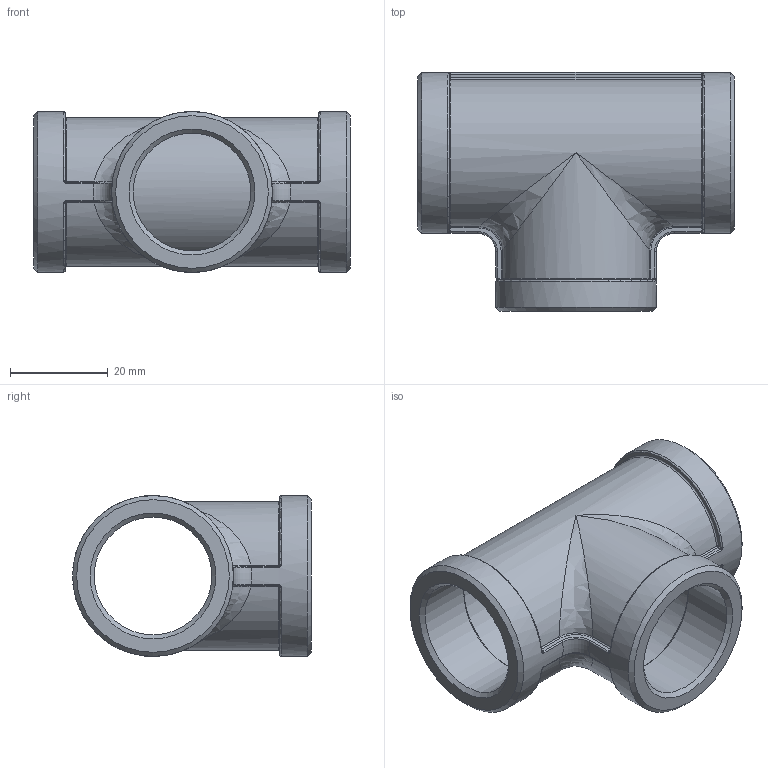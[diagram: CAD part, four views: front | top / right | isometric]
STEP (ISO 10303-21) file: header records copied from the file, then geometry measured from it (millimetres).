
FILE_DESCRIPTION(/* description */ (''),/* implementation_level */ '2;1');
FILE_NAME(/* name */ 'KI-307-020 Aschl.stp',/* time_stamp */ '2016-05-31T15:36:23+02:00',/* author */ ('hochmair'),/* organization */ (''),/* preprocessor_version */ 'ST-DEVELOPER v15.6',/* originating_system */ 'Autodesk Inventor 2015',/* authorisation */ '');
FILE_SCHEMA (('AUTOMOTIVE_DESIGN { 1 0 10303 214 3 1 1 }'));
Length unit declared in the file: millimetre
Products named in the file (1): TB22383045
Bounding box: 65 x 49 x 33 mm (x, y, z)
Volume: 20585 mm3; surface area: 16872.6 mm2
Topology: 1 solids, 1 shells, 135 faces, 312 edges, 173 vertices
Faces by surface type: cylinder 46, bspline 32, torus 18, plane 18, sphere 12, cone 9
Full cylindrical faces by diameter (mm): 24.117 x3, 27.1 x3, 33 x2
Entity records: 4827 total; most frequent: CARTESIAN_POINT 2000, DIRECTION 590, ORIENTED_EDGE 558, EDGE_CURVE 279, AXIS2_PLACEMENT_3D 263, VERTEX_POINT 169, EDGE_LOOP 160, CIRCLE 141
